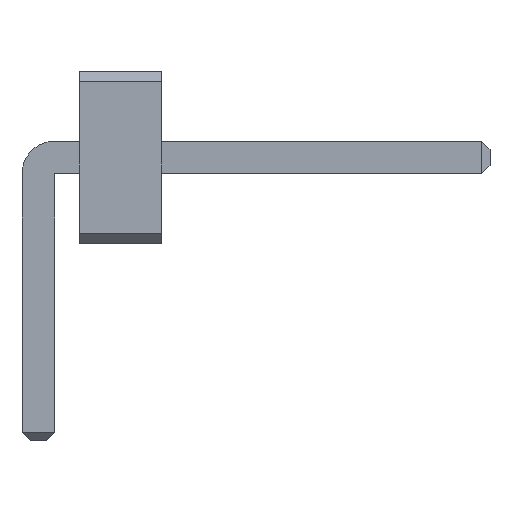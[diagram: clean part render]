
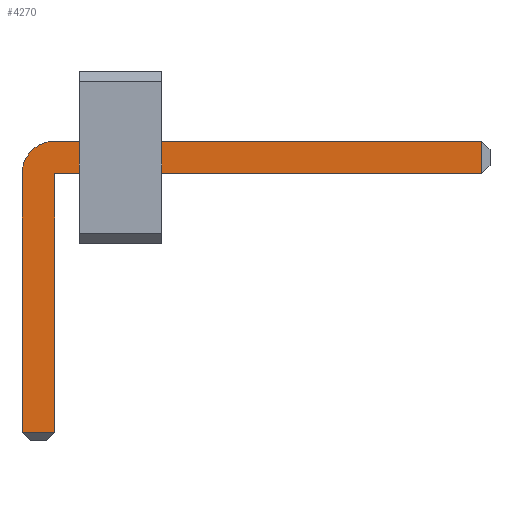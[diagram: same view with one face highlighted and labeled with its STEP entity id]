
A CAD part, front view. The second image highlights one B-rep face of the part: STEP entity #4270.
In plain terms, the highlighted planar face has unit normal (0, -1, 0).
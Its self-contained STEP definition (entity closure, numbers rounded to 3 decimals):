
#13=DIRECTION('',(0.,0.,1.));
#27=VECTOR('',#28,1.);
#28=DIRECTION('',(1.,0.,0.));
#1924=VECTOR('',#13,1.);
#4044=DIRECTION('',(0.,0.,-1.));
#4081=VECTOR('',#4044,1.);
#4088=VECTOR('',#4089,1.);
#4089=DIRECTION('',(-1.,0.,0.));
#4110=DIRECTION('',(-0.,1.,0.));
#4114=DIRECTION('',(0.,1.,0.));
#4115=DIRECTION('',(1.,0.,0.));
#4122=VERTEX_POINT('',#4123);
#4123=CARTESIAN_POINT('',(0.2,-40.84,1.25));
#4125=ORIENTED_EDGE('',*,*,#4126,.T.);
#4126=EDGE_CURVE('',#4122,#4127,#4129,.T.);
#4127=VERTEX_POINT('',#4128);
#4128=CARTESIAN_POINT('',(5.4,-40.84,1.25));
#4129=LINE('',#4130,#27);
#4130=CARTESIAN_POINT('',(-0.2,-40.84,1.25));
#4166=EDGE_CURVE('',#4167,#4122,#4169,.T.);
#4167=VERTEX_POINT('',#4168);
#4168=CARTESIAN_POINT('',(-0.2,-40.84,0.85));
#4169=CIRCLE('',#4170,0.4);
#4170=AXIS2_PLACEMENT_3D('',#4171,#4110,#4044);
#4171=CARTESIAN_POINT('',(0.2,-40.84,0.85));
#4183=VERTEX_POINT('',#4184);
#4184=CARTESIAN_POINT('',(5.4,-40.84,0.85));
#4186=ORIENTED_EDGE('',*,*,#4187,.T.);
#4187=EDGE_CURVE('',#4183,#4188,#4189,.T.);
#4188=VERTEX_POINT('',#4171);
#4189=LINE('',#4190,#4088);
#4190=CARTESIAN_POINT('',(5.5,-40.84,0.85));
#4202=VERTEX_POINT('',#4203);
#4203=CARTESIAN_POINT('',(-0.2,-40.84,-2.3));
#4205=ORIENTED_EDGE('',*,*,#4206,.T.);
#4206=EDGE_CURVE('',#4202,#4167,#4207,.T.);
#4207=LINE('',#4208,#1924);
#4208=CARTESIAN_POINT('',(-0.2,-40.84,-2.4));
#4216=ORIENTED_EDGE('',*,*,#4217,.T.);
#4217=EDGE_CURVE('',#4188,#4218,#4220,.T.);
#4218=VERTEX_POINT('',#4219);
#4219=CARTESIAN_POINT('',(0.2,-40.84,-2.3));
#4220=LINE('',#4171,#4081);
#4270=ADVANCED_FACE('',(#4271),#4280,.F.);
#4271=FACE_BOUND('',#4272,.F.);
#4272=EDGE_LOOP('',(#4125,#4273,#4186,#4216,#4276,#4205,#4279));
#4273=ORIENTED_EDGE('',*,*,#4274,.T.);
#4274=EDGE_CURVE('',#4127,#4183,#4275,.T.);
#4275=LINE('',#4128,#4081);
#4276=ORIENTED_EDGE('',*,*,#4277,.T.);
#4277=EDGE_CURVE('',#4218,#4202,#4278,.T.);
#4278=LINE('',#4219,#4088);
#4279=ORIENTED_EDGE('',*,*,#4166,.T.);
#4280=PLANE('',#4281);
#4281=AXIS2_PLACEMENT_3D('',#4282,#4114,#4115);
#4282=CARTESIAN_POINT('',(1.729,-40.84,0.346));
